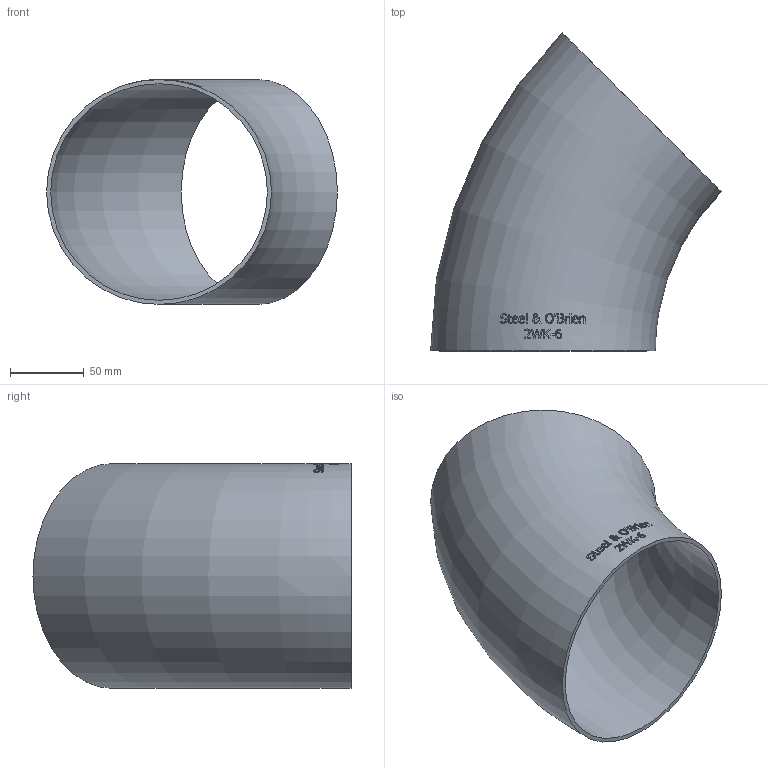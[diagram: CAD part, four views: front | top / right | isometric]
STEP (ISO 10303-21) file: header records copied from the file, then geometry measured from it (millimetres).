
FILE_DESCRIPTION(/* description */ (''),/* implementation_level */ '2;1');
FILE_NAME(/* name */ '2WK-6.stp',/* time_stamp */ '2019-07-26T14:56:24-04:00',/* author */ ('rick'),/* organization */ (''),/* preprocessor_version */ 'ST-DEVELOPER v15.2',/* originating_system */ 'Autodesk Inventor 2014',/* authorisation */ '');
FILE_SCHEMA (('AUTOMOTIVE_DESIGN { 1 0 10303 214 3 1 1 }'));
Length unit declared in the file: inch
Products named in the file (1): 2WK-6
Bounding box: 197.04 x 215.53 x 152.4 mm (x, y, z)
Volume: 233645.5 mm3; surface area: 171462.7 mm2
Topology: 1 solids, 1 shells, 298 faces, 804 edges, 536 vertices
Faces by surface type: bspline 149, plane 119, torus 30
Entity records: 12131 total; most frequent: CARTESIAN_POINT 6081, ORIENTED_EDGE 1604, EDGE_CURVE 802, DIRECTION 574, VERTEX_POINT 536, B_SPLINE_CURVE_WITH_KNOTS 532, EDGE_LOOP 330, ADVANCED_FACE 298
